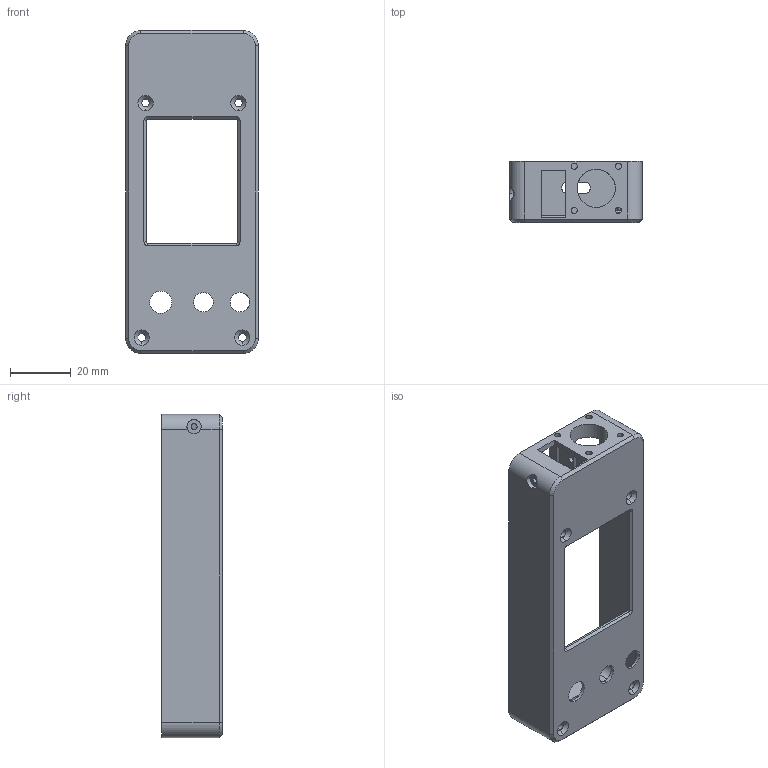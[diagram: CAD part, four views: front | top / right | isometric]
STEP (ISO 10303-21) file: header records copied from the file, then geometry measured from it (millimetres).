
FILE_DESCRIPTION (( 'STEP AP214' ), '1' );
FILE_NAME ('AxxSolder_Encolsure_Portable_Top.STEP', '2024-09-11T10:15:43', ( '' ), ( '' ), 'SwSTEP 2.0', 'SolidWorks 2020', '' );
FILE_SCHEMA (( 'AUTOMOTIVE_DESIGN' ));
Length unit declared in the file: millimetre
Products named in the file (1): AxxSolder_Encolsure_Portable_Top
Bounding box: 43.5 x 19.95 x 106 mm (x, y, z)
Volume: 17194 mm3; surface area: 17683.7 mm2
Topology: 1 solids, 1 shells, 272 faces, 682 edges, 403 vertices
Faces by surface type: cylinder 100, plane 92, cone 50, torus 20, sphere 8, bspline 2
Entity records: 8472 total; most frequent: CARTESIAN_POINT 1840, DIRECTION 1445, ORIENTED_EDGE 1346, EDGE_CURVE 673, AXIS2_PLACEMENT_3D 534, VERTEX_POINT 403, LINE 377, VECTOR 377
